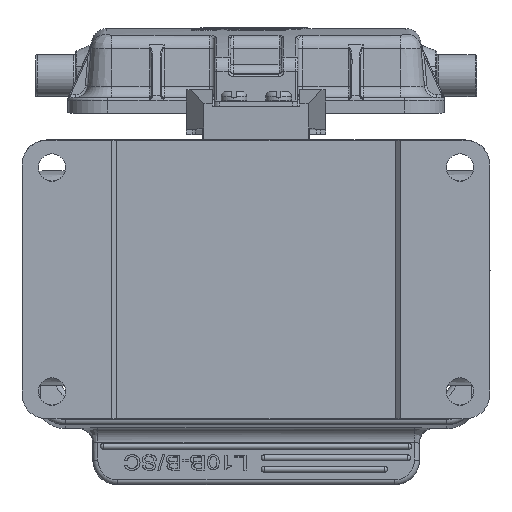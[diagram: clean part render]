
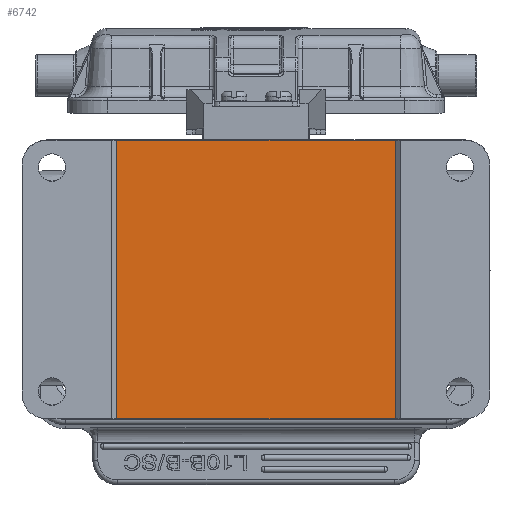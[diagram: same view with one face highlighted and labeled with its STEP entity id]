
A CAD part, front view. The second image highlights one B-rep face of the part: STEP entity #6742.
In plain terms, the highlighted planar face has unit normal (0, -1, -0.009).
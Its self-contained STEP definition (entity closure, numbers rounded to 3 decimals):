
#6742=ADVANCED_FACE('',(#9736),#8415,.F.);
#8415=PLANE('',#40645);
#9736=FACE_OUTER_BOUND('',#11929,.T.);
#11929=EDGE_LOOP('',(#17488,#17489,#17490,#17491));
#17488=ORIENTED_EDGE('',*,*,#31233,.F.);
#17489=ORIENTED_EDGE('',*,*,#31234,.F.);
#17490=ORIENTED_EDGE('',*,*,#31232,.T.);
#17491=ORIENTED_EDGE('',*,*,#31235,.F.);
#26651=VERTEX_POINT('',#63162);
#26654=VERTEX_POINT('',#63167);
#26655=VERTEX_POINT('',#63171);
#26656=VERTEX_POINT('',#63172);
#31232=EDGE_CURVE('',#26651,#26654,#35786,.T.);
#31233=EDGE_CURVE('',#26655,#26656,#35787,.T.);
#31234=EDGE_CURVE('',#26651,#26655,#35788,.T.);
#31235=EDGE_CURVE('',#26656,#26654,#35789,.T.);
#35786=LINE('',#63168,#37956);
#35787=LINE('',#63170,#37957);
#35788=LINE('',#63173,#37958);
#35789=LINE('',#63174,#37959);
#37956=VECTOR('',#46044,1.);
#37957=VECTOR('',#46047,1.);
#37958=VECTOR('',#46048,1.);
#37959=VECTOR('',#46049,1.);
#40645=AXIS2_PLACEMENT_3D('',#63175,#46050,#46051);
#46044=DIRECTION('',(0.,0.009,-1.));
#46047=DIRECTION('',(0.,0.009,-1.));
#46048=DIRECTION('',(1.,0.,0.));
#46049=DIRECTION('',(-1.,0.,0.));
#46050=DIRECTION('',(0.,1.,0.009));
#46051=DIRECTION('',(0.,-0.009,1.));
#63162=CARTESIAN_POINT('',(18.986,-22.267,5.854));
#63167=CARTESIAN_POINT('',(18.986,-21.779,-50.144));
#63168=CARTESIAN_POINT('',(18.986,-22.267,5.854));
#63170=CARTESIAN_POINT('',(74.986,-22.285,5.854));
#63171=CARTESIAN_POINT('',(74.986,-22.285,5.854));
#63172=CARTESIAN_POINT('',(74.986,-21.796,-50.144));
#63173=CARTESIAN_POINT('',(18.986,-22.267,5.854));
#63174=CARTESIAN_POINT('',(74.986,-21.796,-50.144));
#63175=CARTESIAN_POINT('',(46.986,-22.032,-22.145));
